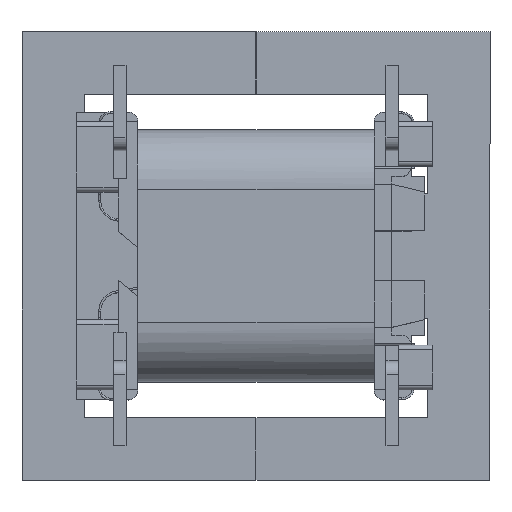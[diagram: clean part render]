
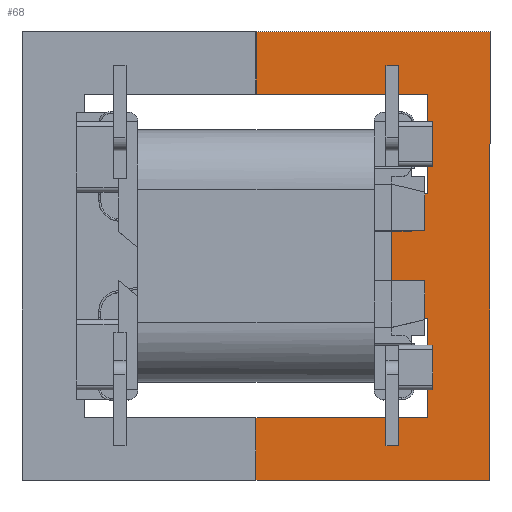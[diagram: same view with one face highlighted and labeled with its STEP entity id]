
A CAD part, top view. The second image highlights one B-rep face of the part: STEP entity #68.
In plain terms, the highlighted planar face has unit normal (0, 0, 1).
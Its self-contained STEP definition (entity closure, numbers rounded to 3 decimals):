
#68 = ADVANCED_FACE( '', ( #127 ), #128, .T. );
#127 = FACE_OUTER_BOUND( '', #187, .T. );
#128 = PLANE( '', #188 );
#187 = EDGE_LOOP( '', ( #583, #584, #585, #586, #587, #588, #589, #590, #591, #592, #593, #594 ) );
#188 = AXIS2_PLACEMENT_3D( '', #595, #596, #597 );
#583 = ORIENTED_EDGE( '', *, *, #1345, .T. );
#584 = ORIENTED_EDGE( '', *, *, #1357, .T. );
#585 = ORIENTED_EDGE( '', *, *, #1359, .T. );
#586 = ORIENTED_EDGE( '', *, *, #1360, .T. );
#587 = ORIENTED_EDGE( '', *, *, #1341, .T. );
#588 = ORIENTED_EDGE( '', *, *, #1361, .T. );
#589 = ORIENTED_EDGE( '', *, *, #1362, .T. );
#590 = ORIENTED_EDGE( '', *, *, #1363, .T. );
#591 = ORIENTED_EDGE( '', *, *, #1364, .T. );
#592 = ORIENTED_EDGE( '', *, *, #1333, .F. );
#593 = ORIENTED_EDGE( '', *, *, #1348, .F. );
#594 = ORIENTED_EDGE( '', *, *, #1352, .F. );
#595 = CARTESIAN_POINT( '', ( -12., -11.5, 1.75 ) );
#596 = DIRECTION( '', ( 0., 0., 1. ) );
#597 = DIRECTION( '', ( 1., 0., 0. ) );
#1333 = EDGE_CURVE( '', #2053, #2054, #2055, .T. );
#1341 = EDGE_CURVE( '', #2062, #2067, #2069, .T. );
#1345 = EDGE_CURVE( '', #2076, #2074, #2077, .T. );
#1348 = EDGE_CURVE( '', #2080, #2053, #2081, .T. );
#1352 = EDGE_CURVE( '', #2076, #2080, #2086, .T. );
#1357 = EDGE_CURVE( '', #2074, #2091, #2093, .T. );
#1359 = EDGE_CURVE( '', #2091, #2095, #2096, .T. );
#1360 = EDGE_CURVE( '', #2095, #2062, #2097, .T. );
#1361 = EDGE_CURVE( '', #2067, #2098, #2099, .T. );
#1362 = EDGE_CURVE( '', #2098, #2100, #2101, .T. );
#1363 = EDGE_CURVE( '', #2100, #2102, #2103, .T. );
#1364 = EDGE_CURVE( '', #2102, #2054, #2104, .T. );
#2053 = VERTEX_POINT( '', #4665 );
#2054 = VERTEX_POINT( '', #4666 );
#2055 = LINE( '', #4667, #4668 );
#2062 = VERTEX_POINT( '', #4678 );
#2067 = VERTEX_POINT( '', #4685 );
#2069 = LINE( '', #4688, #4689 );
#2074 = VERTEX_POINT( '', #4695 );
#2076 = VERTEX_POINT( '', #4698 );
#2077 = LINE( '', #4699, #4700 );
#2080 = VERTEX_POINT( '', #4704 );
#2081 = LINE( '', #4705, #4706 );
#2086 = LINE( '', #4713, #4714 );
#2091 = VERTEX_POINT( '', #4721 );
#2093 = LINE( '', #4724, #4725 );
#2095 = VERTEX_POINT( '', #4727 );
#2096 = LINE( '', #4728, #4729 );
#2097 = LINE( '', #4730, #4731 );
#2098 = VERTEX_POINT( '', #4732 );
#2099 = LINE( '', #4733, #4734 );
#2100 = VERTEX_POINT( '', #4735 );
#2101 = LINE( '', #4736, #4737 );
#2102 = VERTEX_POINT( '', #4738 );
#2103 = LINE( '', #4739, #4740 );
#2104 = LINE( '', #4741, #4742 );
#4665 = CARTESIAN_POINT( '', ( -8.8, -8.3, 1.75 ) );
#4666 = CARTESIAN_POINT( '', ( 0., -8.3, 1.75 ) );
#4667 = CARTESIAN_POINT( '', ( -12., -8.3, 1.75 ) );
#4668 = VECTOR( '', #5572, 1000. );
#4678 = CARTESIAN_POINT( '', ( 0., 8.3, 1.75 ) );
#4685 = CARTESIAN_POINT( '', ( 0., 11.5, 1.75 ) );
#4688 = CARTESIAN_POINT( '', ( 0., -11.5, 1.75 ) );
#4689 = VECTOR( '', #5579, 1000. );
#4695 = CARTESIAN_POINT( '', ( 0., 3.2, 1.75 ) );
#4698 = CARTESIAN_POINT( '', ( 0., -3.2, 1.75 ) );
#4699 = CARTESIAN_POINT( '', ( 0., -11.5, 1.75 ) );
#4700 = VECTOR( '', #5582, 1000. );
#4704 = CARTESIAN_POINT( '', ( -8.8, -3.2, 1.75 ) );
#4705 = CARTESIAN_POINT( '', ( -8.8, -11.5, 1.75 ) );
#4706 = VECTOR( '', #5584, 1000. );
#4713 = CARTESIAN_POINT( '', ( -12., -3.2, 1.75 ) );
#4714 = VECTOR( '', #5587, 1000. );
#4721 = CARTESIAN_POINT( '', ( -8.8, 3.2, 1.75 ) );
#4724 = CARTESIAN_POINT( '', ( -12., 3.2, 1.75 ) );
#4725 = VECTOR( '', #5591, 1000. );
#4727 = CARTESIAN_POINT( '', ( -8.8, 8.3, 1.75 ) );
#4728 = CARTESIAN_POINT( '', ( -8.8, -11.5, 1.75 ) );
#4729 = VECTOR( '', #5592, 1000. );
#4730 = CARTESIAN_POINT( '', ( -12., 8.3, 1.75 ) );
#4731 = VECTOR( '', #5593, 1000. );
#4732 = CARTESIAN_POINT( '', ( -12., 11.5, 1.75 ) );
#4733 = CARTESIAN_POINT( '', ( 0., 11.5, 1.75 ) );
#4734 = VECTOR( '', #5594, 1000. );
#4735 = CARTESIAN_POINT( '', ( -12., -11.5, 1.75 ) );
#4736 = CARTESIAN_POINT( '', ( -12., 11.5, 1.75 ) );
#4737 = VECTOR( '', #5595, 1000. );
#4738 = CARTESIAN_POINT( '', ( 0., -11.5, 1.75 ) );
#4739 = CARTESIAN_POINT( '', ( -12., -11.5, 1.75 ) );
#4740 = VECTOR( '', #5596, 1000. );
#4741 = CARTESIAN_POINT( '', ( 0., -11.5, 1.75 ) );
#4742 = VECTOR( '', #5597, 1000. );
#5572 = DIRECTION( '', ( 1., 0., 0. ) );
#5579 = DIRECTION( '', ( 0., 1., 0. ) );
#5582 = DIRECTION( '', ( 0., 1., 0. ) );
#5584 = DIRECTION( '', ( 0., -1., 0. ) );
#5587 = DIRECTION( '', ( -1., 0., 0. ) );
#5591 = DIRECTION( '', ( -1., 0., 0. ) );
#5592 = DIRECTION( '', ( 0., 1., 0. ) );
#5593 = DIRECTION( '', ( 1., 0., 0. ) );
#5594 = DIRECTION( '', ( -1., 0., 0. ) );
#5595 = DIRECTION( '', ( 0., -1., 0. ) );
#5596 = DIRECTION( '', ( 1., 0., 0. ) );
#5597 = DIRECTION( '', ( 0., 1., 0. ) );
